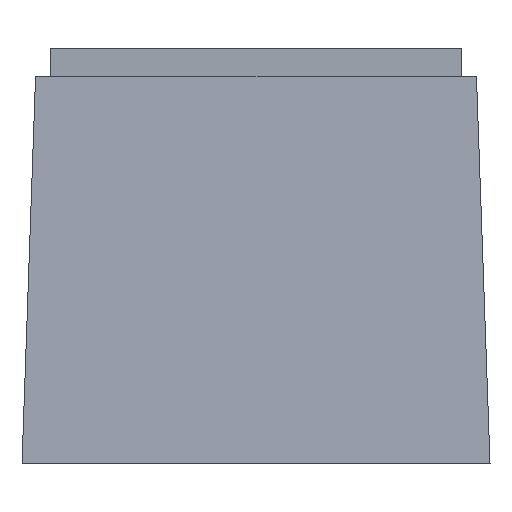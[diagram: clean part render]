
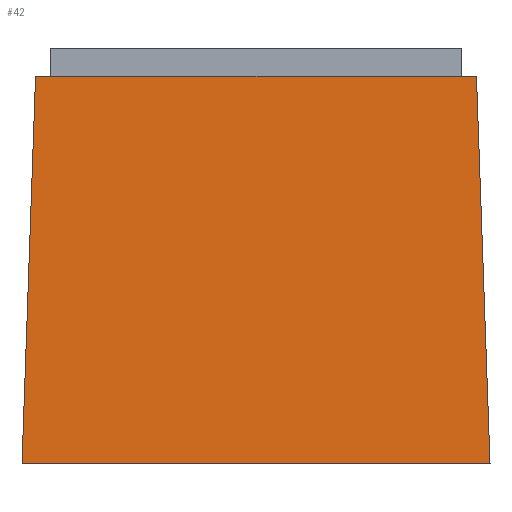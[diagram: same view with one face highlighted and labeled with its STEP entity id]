
A CAD part, left-side view. The second image highlights one B-rep face of the part: STEP entity #42.
In plain terms, the highlighted planar face has unit normal (-0.999, 0, 0.035).
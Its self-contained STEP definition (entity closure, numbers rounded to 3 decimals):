
#42=ADVANCED_FACE('',(#63),#53,.T.);
#53=PLANE('',#223);
#63=FACE_OUTER_BOUND('',#75,.T.);
#75=EDGE_LOOP('',(#108,#109,#110,#111));
#108=ORIENTED_EDGE('',*,*,#166,.F.);
#109=ORIENTED_EDGE('',*,*,#147,.T.);
#110=ORIENTED_EDGE('',*,*,#167,.F.);
#111=ORIENTED_EDGE('',*,*,#164,.F.);
#129=VERTEX_POINT('',#279);
#131=VERTEX_POINT('',#283);
#142=VERTEX_POINT('',#316);
#143=VERTEX_POINT('',#318);
#147=EDGE_CURVE('',#129,#131,#171,.T.);
#164=EDGE_CURVE('',#142,#143,#188,.T.);
#166=EDGE_CURVE('',#129,#142,#190,.T.);
#167=EDGE_CURVE('',#143,#131,#191,.T.);
#171=LINE('',#284,#195);
#188=LINE('',#317,#212);
#190=LINE('',#321,#214);
#191=LINE('',#322,#215);
#195=VECTOR('',#233,1.);
#212=VECTOR('',#260,1.);
#214=VECTOR('',#264,1.);
#215=VECTOR('',#265,1.);
#223=AXIS2_PLACEMENT_3D('',#323,#266,#267);
#233=DIRECTION('',(0.,-1.,0.));
#260=DIRECTION('',(0.,-1.,0.));
#264=DIRECTION('',(0.035,-0.035,0.999));
#265=DIRECTION('',(-0.035,-0.035,-0.999));
#266=DIRECTION('',(-0.999,0.,0.035));
#267=DIRECTION('',(-0.035,0.,-0.999));
#279=CARTESIAN_POINT('',(-9.957,9.957,-0.2));
#283=CARTESIAN_POINT('',(-9.957,-9.957,-0.2));
#284=CARTESIAN_POINT('',(-9.957,11.,-0.2));
#316=CARTESIAN_POINT('',(-9.381,9.381,16.3));
#317=CARTESIAN_POINT('',(-9.381,11.,16.3));
#318=CARTESIAN_POINT('',(-9.381,-9.381,16.3));
#321=CARTESIAN_POINT('',(-9.695,9.695,7.315));
#322=CARTESIAN_POINT('',(-9.668,-9.668,8.082));
#323=CARTESIAN_POINT('',(-9.693,11.,7.361));
